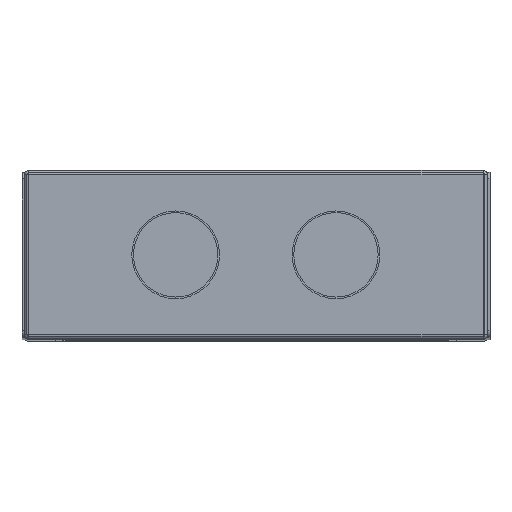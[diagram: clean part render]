
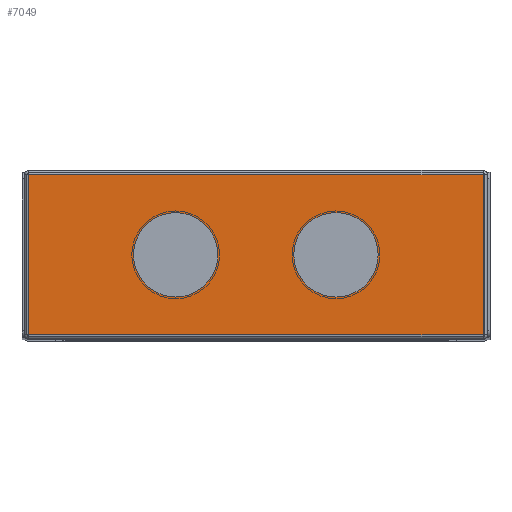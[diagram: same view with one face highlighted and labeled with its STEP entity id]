
A CAD part, top view. The second image highlights one B-rep face of the part: STEP entity #7049.
In plain terms, the highlighted planar face has unit normal (0, 0, 1).
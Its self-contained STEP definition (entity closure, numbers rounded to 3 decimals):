
#3955=DIRECTION('',(-1.,0.,0.));
#3956=VECTOR('',#3955,269.3);
#3957=CARTESIAN_POINT('',(134.65,47.5,408.863));
#3958=LINE('',#3957,#3956);
#3993=DIRECTION('',(0.,-1.,0.));
#3994=VECTOR('',#3993,95.);
#3995=CARTESIAN_POINT('',(-134.65,47.5,408.863));
#3996=LINE('',#3995,#3994);
#4077=DIRECTION('',(1.,0.,0.));
#4078=VECTOR('',#4077,269.3);
#4079=CARTESIAN_POINT('',(-134.65,-47.5,408.863));
#4080=LINE('',#4079,#4078);
#4091=CARTESIAN_POINT('',(-47.5,0.,408.863));
#4092=DIRECTION('',(0.,0.,1.));
#4093=DIRECTION('',(-1.,0.,0.));
#4094=AXIS2_PLACEMENT_3D('',#4091,#4092,#4093);
#4099=CARTESIAN_POINT('',(-47.5,0.,408.863));
#4100=DIRECTION('',(0.,0.,1.));
#4101=DIRECTION('',(1.,0.,0.));
#4102=AXIS2_PLACEMENT_3D('',#4099,#4100,#4101);
#4107=CARTESIAN_POINT('',(47.5,0.,408.863));
#4108=DIRECTION('',(0.,0.,1.));
#4109=DIRECTION('',(-1.,0.,0.));
#4110=AXIS2_PLACEMENT_3D('',#4107,#4108,#4109);
#4115=CARTESIAN_POINT('',(47.5,0.,408.863));
#4116=DIRECTION('',(0.,0.,1.));
#4117=DIRECTION('',(1.,0.,0.));
#4118=AXIS2_PLACEMENT_3D('',#4115,#4116,#4117);
#4130=DIRECTION('',(0.,1.,0.));
#4131=VECTOR('',#4130,95.);
#4132=CARTESIAN_POINT('',(134.65,-47.5,408.863));
#4133=LINE('',#4132,#4131);
#6461=CARTESIAN_POINT('',(-134.65,47.5,408.863));
#6462=VERTEX_POINT('',#6461);
#6463=CARTESIAN_POINT('',(134.65,47.5,408.863));
#6464=VERTEX_POINT('',#6463);
#6469=CARTESIAN_POINT('',(-134.65,-47.5,408.863));
#6470=VERTEX_POINT('',#6469);
#6487=CARTESIAN_POINT('',(134.65,-47.5,408.863));
#6488=VERTEX_POINT('',#6487);
#6491=CARTESIAN_POINT('',(-72.5,0.,408.863));
#6492=CARTESIAN_POINT('',(-22.5,0.,408.863));
#6493=VERTEX_POINT('',#6491);
#6494=VERTEX_POINT('',#6492);
#6495=CARTESIAN_POINT('',(22.5,0.,408.863));
#6496=CARTESIAN_POINT('',(72.5,0.,408.863));
#6497=VERTEX_POINT('',#6495);
#6498=VERTEX_POINT('',#6496);
#7025=CARTESIAN_POINT('',(0.,0.,
408.863));
#7026=DIRECTION('',(0.,0.,1.));
#7027=DIRECTION('',(1.,0.,0.));
#7028=AXIS2_PLACEMENT_3D('',#7025,#7026,#7027);
#7029=PLANE('',#7028);
#7030=ORIENTED_EDGE('',*,*,#7009,.F.);
#7031=ORIENTED_EDGE('',*,*,#6914,.F.);
#7032=ORIENTED_EDGE('',*,*,#6874,.F.);
#7034=ORIENTED_EDGE('',*,*,#7033,.F.);
#7035=EDGE_LOOP('',(#7030,#7031,#7032,#7034));
#7036=FACE_OUTER_BOUND('',#7035,.F.);
#7038=ORIENTED_EDGE('',*,*,#7037,.T.);
#7040=ORIENTED_EDGE('',*,*,#7039,.T.);
#7041=EDGE_LOOP('',(#7038,#7040));
#7042=FACE_BOUND('',#7041,.F.);
#7044=ORIENTED_EDGE('',*,*,#7043,.T.);
#7046=ORIENTED_EDGE('',*,*,#7045,.T.);
#7047=EDGE_LOOP('',(#7044,#7046));
#7048=FACE_BOUND('',#7047,.F.);
#4095=CIRCLE('',#4094,25.);
#4103=CIRCLE('',#4102,25.);
#4111=CIRCLE('',#4110,25.);
#4119=CIRCLE('',#4118,25.);
#6874=EDGE_CURVE('',#6464,#6462,#3958,.T.);
#6914=EDGE_CURVE('',#6462,#6470,#3996,.T.);
#7009=EDGE_CURVE('',#6470,#6488,#4080,.T.);
#7033=EDGE_CURVE('',#6488,#6464,#4133,.T.);
#7037=EDGE_CURVE('',#6493,#6494,#4095,.T.);
#7039=EDGE_CURVE('',#6494,#6493,#4103,.T.);
#7043=EDGE_CURVE('',#6497,#6498,#4111,.T.);
#7045=EDGE_CURVE('',#6498,#6497,#4119,.T.);
#7049=ADVANCED_FACE('',(#7036,#7042,#7048),#7029,.T.);
